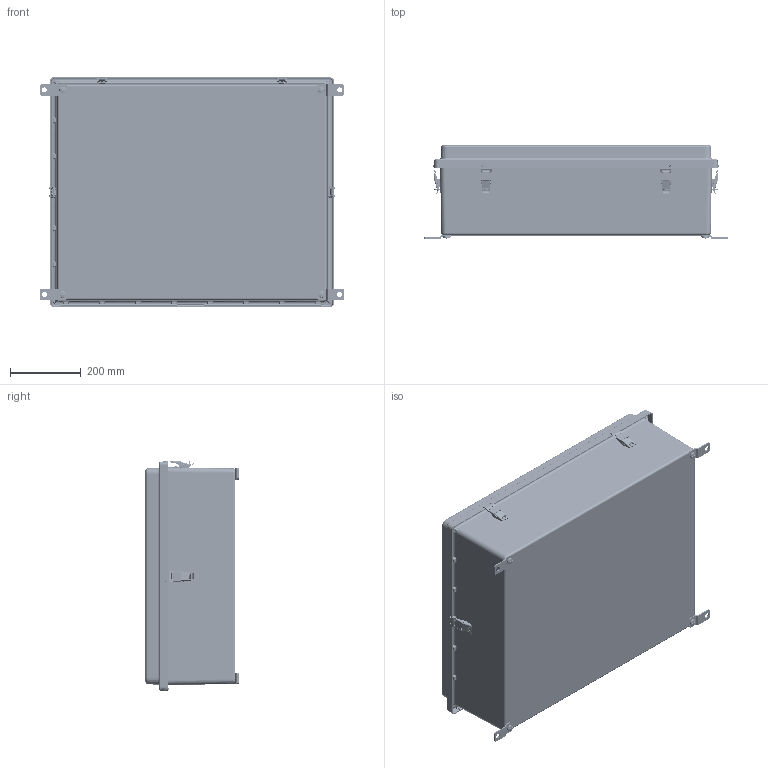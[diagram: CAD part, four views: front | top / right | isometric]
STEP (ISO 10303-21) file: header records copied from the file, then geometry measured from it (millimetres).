
FILE_DESCRIPTION (( 'STEP AP203' ), '1' );
FILE_NAME ('AM30248RL.step', '2014-04-07T13:52:16', ( '' ), ( '' ), 'SwSTEP 2.0', 'SolidWorks 2014', '' );
FILE_SCHEMA (( 'CONFIG_CONTROL_DESIGN' ));
Length unit declared in the file: inch
Products named in the file (22): 70-632DUALNUT; 70-632TNUT; 1740001; 70-63238316_95345A468; 621-02  BASE316; 55-3816341_91792A622; 70-60837-1; 621-04 Rivet (f)316; 70-3816709; AM30248RL; 621-01 Lever316; 70-60512316; 621-06 hook316; 13in pin; 621-05 Rivet (f)316; 60802 bottom leaf; 70-60864316; 60802 top leaf; 1055 D-40408; WLGKEEPER316; 70-60802; 1084 D-40390
Assembly tree (75 placements, depth 3):
  AM30248RL
    1055 D-40408
    1084 D-40390
    1740001  x4
    55-3816341_91792A622  x8
    70-3816709  x8
    70-60512316  x20
    70-60802  x2
      13in pin
      60802 bottom leaf
      60802 top leaf
    70-632TNUT  x8
    70-60864316  x4
      621-02  BASE316
      621-04 Rivet (f)316
      621-01 Lever316
      621-06 hook316
      621-05 Rivet (f)316
    WLGKEEPER316  x4
    70-632DUALNUT  x2
    70-63238316_95345A468  x4
    70-60837-1
Bounding box: 859.79 x 262.92 x 652.01 mm (x, y, z)
Volume: 7000895.4 mm3; surface area: 4449276.4 mm2
Topology: 91 solids, 91 shells, 4843 faces, 12295 edges, 7717 vertices
Faces by surface type: cylinder 2133, plane 1596, bspline 552, torus 264, cone 226, sphere 72
Entity records: 72215 total; most frequent: CARTESIAN_POINT 27471, ORIENTED_EDGE 9208, DIRECTION 7920, EDGE_CURVE 4604, AXIS2_PLACEMENT_3D 2907, VERTEX_POINT 2855, VECTOR 2106, LINE 2106
